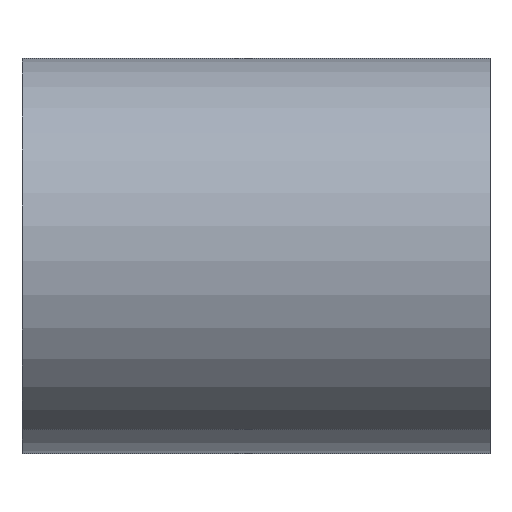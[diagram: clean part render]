
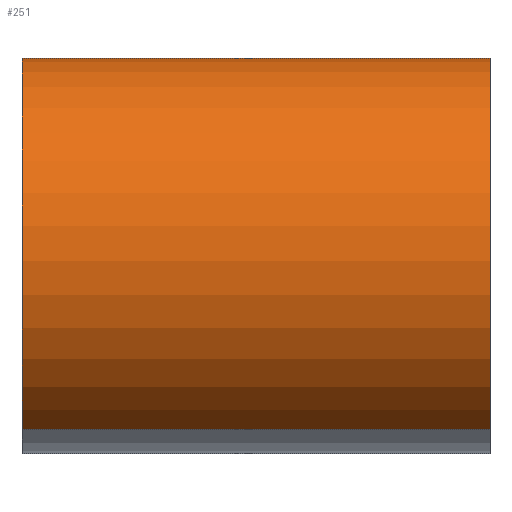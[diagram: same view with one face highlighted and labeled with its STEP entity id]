
A CAD part, left-side view. The second image highlights one B-rep face of the part: STEP entity #251.
In plain terms, the highlighted cylindrical face has radius 9.5 mm (diameter 19 mm), a partial arc.
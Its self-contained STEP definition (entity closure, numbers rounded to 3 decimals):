
#195=CARTESIAN_POINT('Axis2P3D Location',(0.,11.25,0.)) ;
#204=CARTESIAN_POINT('Vertex',(4.555,22.5,8.337)) ;
#206=CARTESIAN_POINT('Vertex',(-4.555,22.5,-8.337)) ;
#209=CARTESIAN_POINT('Line Origine',(4.555,11.25,8.337)) ;
#213=CARTESIAN_POINT('Vertex',(4.555,0.,8.337)) ;
#220=CARTESIAN_POINT('Vertex',(-4.555,0.,-8.337)) ;
#223=CARTESIAN_POINT('Line Origine',(-4.555,11.25,-8.337)) ;
#235=CARTESIAN_POINT('Axis2P3D Location',(0.,22.5,0.)) ;
#240=CARTESIAN_POINT('Axis2P3D Location',(0.,0.,0.)) ;
#196=DIRECTION('Axis2P3D Direction',(0.,1.,0.)) ;
#197=DIRECTION('Axis2P3D XDirection',(0.479,-0.,0.878)) ;
#210=DIRECTION('Vector Direction',(0.,1.,0.)) ;
#224=DIRECTION('Vector Direction',(0.,1.,0.)) ;
#236=DIRECTION('Axis2P3D Direction',(0.,1.,0.)) ;
#241=DIRECTION('Axis2P3D Direction',(0.,1.,0.)) ;
#198=AXIS2_PLACEMENT_3D('Cylinder Axis2P3D',#195,#196,#197) ;
#237=AXIS2_PLACEMENT_3D('Circle Axis2P3D',#235,#236,$) ;
#242=AXIS2_PLACEMENT_3D('Circle Axis2P3D',#240,#241,$) ;
#246=ORIENTED_EDGE('',*,*,#239,.F.) ;
#247=ORIENTED_EDGE('',*,*,#227,.T.) ;
#248=ORIENTED_EDGE('',*,*,#244,.T.) ;
#249=ORIENTED_EDGE('',*,*,#215,.F.) ;
#211=VECTOR('Line Direction',#210,1.) ;
#225=VECTOR('Line Direction',#224,1.) ;
#251=ADVANCED_FACE('PartBody',(#250),#199,.T.) ;
#238=CIRCLE('generated circle',#237,9.5) ;
#243=CIRCLE('generated circle',#242,9.5) ;
#199=CYLINDRICAL_SURFACE('generated cylinder',#198,9.5) ;
#215=EDGE_CURVE('',#205,#214,#212,.F.) ;
#227=EDGE_CURVE('',#207,#221,#226,.F.) ;
#239=EDGE_CURVE('',#207,#205,#238,.T.) ;
#244=EDGE_CURVE('',#221,#214,#243,.T.) ;
#245=EDGE_LOOP('',(#246,#247,#248,#249)) ;
#250=FACE_OUTER_BOUND('',#245,.T.) ;
#212=LINE('Line',#209,#211) ;
#226=LINE('Line',#223,#225) ;
#205=VERTEX_POINT('',#204) ;
#207=VERTEX_POINT('',#206) ;
#214=VERTEX_POINT('',#213) ;
#221=VERTEX_POINT('',#220) ;
